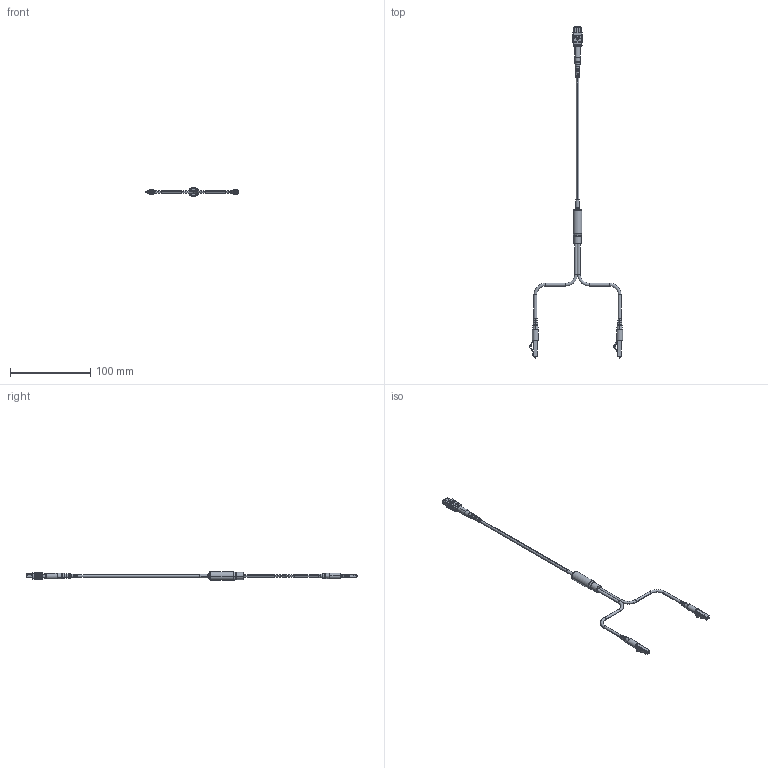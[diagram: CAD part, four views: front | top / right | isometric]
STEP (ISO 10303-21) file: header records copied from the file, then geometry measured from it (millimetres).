
FILE_DESCRIPTION (( 'STEP AP214' ), '1' );
FILE_NAME ('MPF24OS2-09LCR_3D.STEP', '2021-03-15T21:32:37', ( '' ), ( '' ), 'SwSTEP 2.0', 'SolidWorks 2020', '' );
FILE_SCHEMA (( 'AUTOMOTIVE_DESIGN' ));
Length unit declared in the file: inch
Products named in the file (13): MPF24-MPF-MA2_ROUND; 3AB04-014-MA4; 3AB04-014-MA1; 3AB04-014-MA2_FEMALE (without pins); CONN-LC3-020-1_WITH SHORT BOOT; 3AB04-014-MA5; MPF24-MPF-MA4; 3AB04-014_FEMALE (without pins); MPF24-MPF-MA1; MPF24OS2-09LCR_3D; 3AB04-014-MA3; CONN-LC3-020-1-MA2; CONN-LC3-020-1-MA3_SHORT BOOT
Assembly tree (14 placements, depth 3):
  MPF24OS2-09LCR_3D
    MPF24-MPF-MA1
    MPF24-MPF-MA2_ROUND
    3AB04-014_FEMALE (without pins)
      3AB04-014-MA2_FEMALE (without pins)
      3AB04-014-MA3
      3AB04-014-MA4
      3AB04-014-MA1
      3AB04-014-MA5
    MPF24-MPF-MA4  x2
    CONN-LC3-020-1_WITH SHORT BOOT  x2
      CONN-LC3-020-1-MA2
      CONN-LC3-020-1-MA3_SHORT BOOT
Bounding box: 116.37 x 414.82 x 11.18 mm (x, y, z)
Volume: 12203.4 mm3; surface area: 14540.5 mm2
Topology: 15 solids, 15 shells, 706 faces, 1890 edges, 1210 vertices
Faces by surface type: plane 465, cylinder 143, cone 46, torus 22, bspline 22, sphere 8
Entity records: 20333 total; most frequent: CARTESIAN_POINT 5022, ORIENTED_EDGE 3066, DIRECTION 2919, EDGE_CURVE 1533, VECTOR 1001, LINE 1001, VERTEX_POINT 992, AXIS2_PLACEMENT_3D 959
